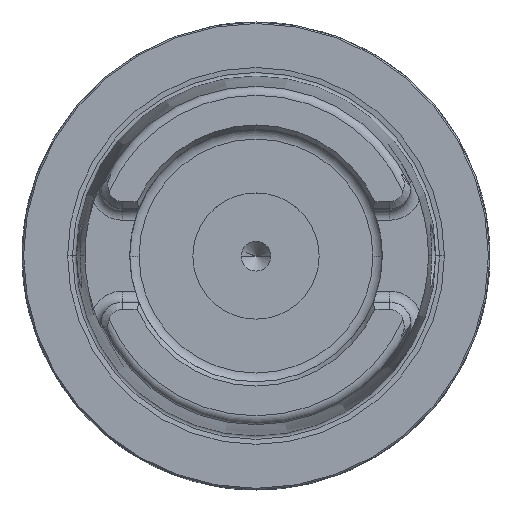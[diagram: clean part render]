
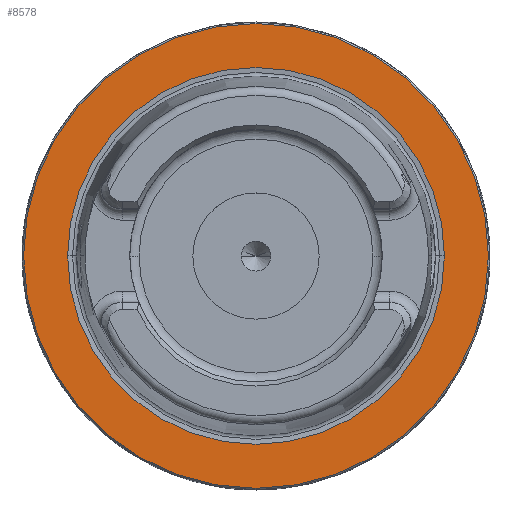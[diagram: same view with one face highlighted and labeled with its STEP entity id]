
A CAD part, top view. The second image highlights one B-rep face of the part: STEP entity #8578.
In plain terms, the highlighted planar face has unit normal (0, 0, 1).
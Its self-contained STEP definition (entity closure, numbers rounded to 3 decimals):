
#3349=CARTESIAN_POINT('',(0.,0.,0.));
#3350=DIRECTION('',(0.,0.,1.));
#3351=DIRECTION('',(1.,0.,0.));
#3352=AXIS2_PLACEMENT_3D('',#3349,#3350,#3351);
#3365=CARTESIAN_POINT('',(0.,0.,0.));
#3366=DIRECTION('',(0.,0.,-1.));
#3367=DIRECTION('',(1.,0.,0.));
#3368=AXIS2_PLACEMENT_3D('',#3365,#3366,#3367);
#3387=CARTESIAN_POINT('',(0.,0.,0.));
#3388=DIRECTION('',(0.,0.,1.));
#3389=DIRECTION('',(1.,0.,0.));
#3390=AXIS2_PLACEMENT_3D('',#3387,#3388,#3389);
#5981=CARTESIAN_POINT('',(0.,0.,0.));
#5982=DIRECTION('',(0.,0.,-1.));
#5983=DIRECTION('',(1.,0.,0.));
#5984=AXIS2_PLACEMENT_3D('',#5981,#5982,#5983);
#6039=CARTESIAN_POINT('',(25.374,0.,0.));
#6041=VERTEX_POINT('',#6039);
#6051=CARTESIAN_POINT('',(-25.374,0.,0.));
#6053=VERTEX_POINT('',#6051);
#6319=CARTESIAN_POINT('',(31.3,0.,0.));
#6320=CARTESIAN_POINT('',(-31.3,0.,0.));
#6321=VERTEX_POINT('',#6319);
#6322=VERTEX_POINT('',#6320);
#8562=CARTESIAN_POINT('',(0.,0.,0.));
#8563=DIRECTION('',(0.,0.,-1.));
#8564=DIRECTION('',(-1.,0.,0.));
#8565=AXIS2_PLACEMENT_3D('',#8562,#8563,#8564);
#8566=PLANE('',#8565);
#8567=ORIENTED_EDGE('',*,*,#8552,.F.);
#8569=ORIENTED_EDGE('',*,*,#8568,.T.);
#8570=EDGE_LOOP('',(#8567,#8569));
#8571=FACE_OUTER_BOUND('',#8570,.F.);
#8573=ORIENTED_EDGE('',*,*,#8572,.F.);
#8575=ORIENTED_EDGE('',*,*,#8574,.T.);
#8576=EDGE_LOOP('',(#8573,#8575));
#8577=FACE_BOUND('',#8576,.F.);
#3353=CIRCLE('',#3352,31.3);
#3369=CIRCLE('',#3368,25.374);
#3391=CIRCLE('',#3390,25.374);
#5985=CIRCLE('',#5984,31.3);
#8552=EDGE_CURVE('',#6321,#6322,#3353,.T.);
#8568=EDGE_CURVE('',#6321,#6322,#5985,.T.);
#8572=EDGE_CURVE('',#6041,#6053,#3369,.T.);
#8574=EDGE_CURVE('',#6041,#6053,#3391,.T.);
#8578=ADVANCED_FACE('',(#8571,#8577),#8566,.F.);
